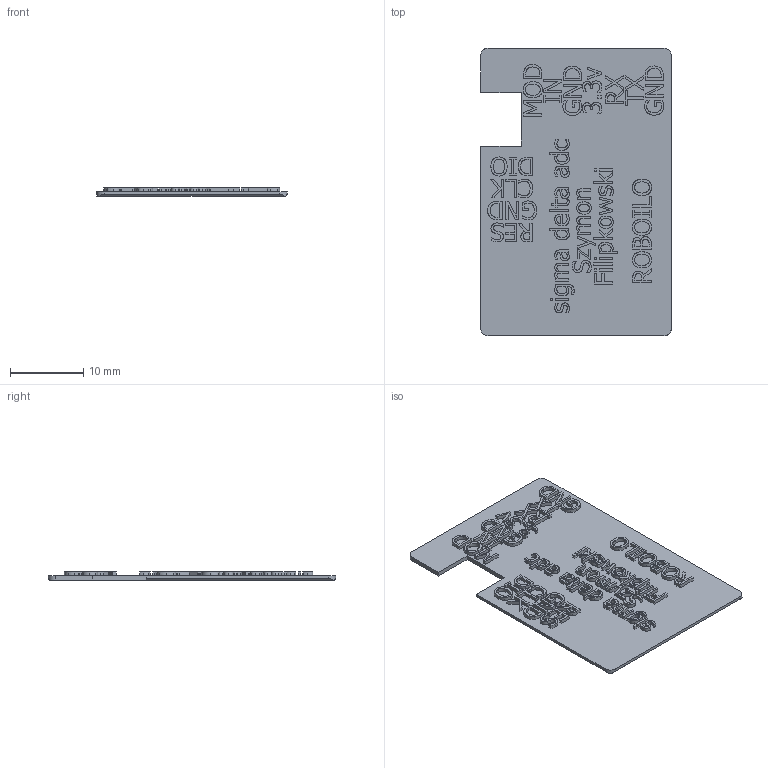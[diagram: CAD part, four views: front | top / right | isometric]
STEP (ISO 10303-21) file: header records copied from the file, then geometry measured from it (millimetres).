
FILE_DESCRIPTION(/* description */ (''),/* implementation_level */ '2;1');
FILE_NAME(/* name */ 'ceil.stp',/* time_stamp */ '2025-06-15T19:53:45+02:00',/* author */ ('szymo'),/* organization */ (''),/* preprocessor_version */ 'ST-DEVELOPER v19',/* originating_system */ 'Autodesk Inventor 2023',/* authorisation */ '');
FILE_SCHEMA (('AUTOMOTIVE_DESIGN { 1 0 10303 214 3 1 1 }'));
Length unit declared in the file: millimetre
Products named in the file (1): ceil
Bounding box: 26.02 x 39.24 x 1.1 mm (x, y, z)
Volume: 642.1 mm3; surface area: 2412.5 mm2
Topology: 1 solids, 1 shells, 1089 faces, 2973 edges, 1982 vertices
Faces by surface type: plane 610, bspline 475, cylinder 4
Entity records: 37650 total; most frequent: CARTESIAN_POINT 12220, ORIENTED_EDGE 5946, DIRECTION 3268, EDGE_CURVE 2973, LINE 2008, VECTOR 2008, VERTEX_POINT 1982, EDGE_LOOP 1185
